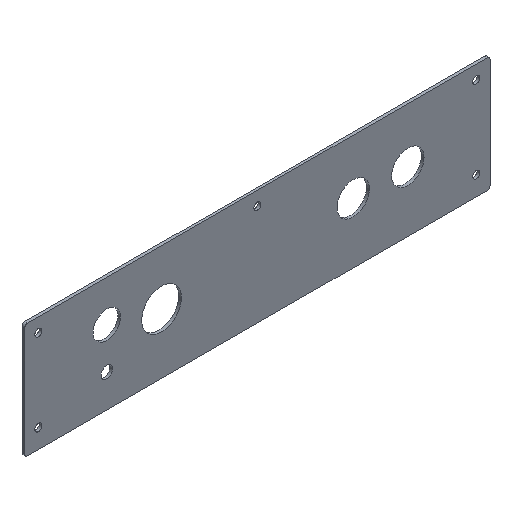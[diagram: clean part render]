
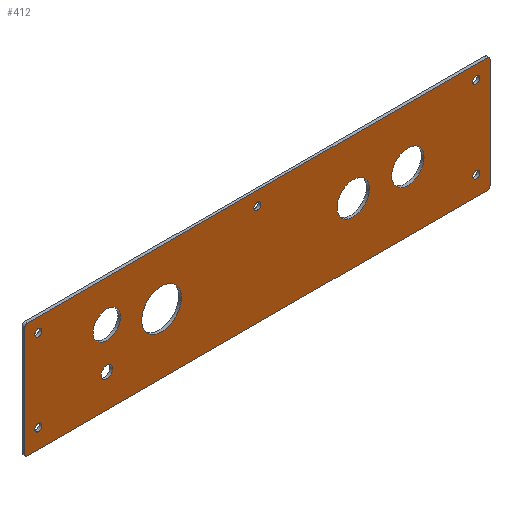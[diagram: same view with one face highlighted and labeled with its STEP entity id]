
A CAD part, isometric view. The second image highlights one B-rep face of the part: STEP entity #412.
In plain terms, the highlighted planar face has unit normal (0, -1, 0).
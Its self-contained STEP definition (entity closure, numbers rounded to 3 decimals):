
#25=FACE_BOUND('',#91,.T.);
#26=FACE_BOUND('',#92,.T.);
#27=FACE_BOUND('',#93,.T.);
#28=FACE_BOUND('',#94,.T.);
#29=FACE_BOUND('',#95,.T.);
#30=FACE_BOUND('',#96,.T.);
#31=FACE_BOUND('',#97,.T.);
#32=FACE_BOUND('',#98,.T.);
#33=FACE_BOUND('',#99,.T.);
#34=FACE_BOUND('',#100,.T.);
#40=PLANE('',#474);
#60=FACE_OUTER_BOUND('',#90,.T.);
#90=EDGE_LOOP('',(#361,#362,#363,#364,#365,#366,#367,#368));
#91=EDGE_LOOP('',(#369));
#92=EDGE_LOOP('',(#370));
#93=EDGE_LOOP('',(#371));
#94=EDGE_LOOP('',(#372));
#95=EDGE_LOOP('',(#373));
#96=EDGE_LOOP('',(#374));
#97=EDGE_LOOP('',(#375));
#98=EDGE_LOOP('',(#376));
#99=EDGE_LOOP('',(#377));
#100=EDGE_LOOP('',(#378));
#111=LINE('',#663,#137);
#116=LINE('',#677,#142);
#120=LINE('',#689,#146);
#124=LINE('',#701,#150);
#137=VECTOR('',#549,10.);
#142=VECTOR('',#562,10.);
#146=VECTOR('',#574,10.);
#150=VECTOR('',#586,10.);
#153=CIRCLE('',#428,2.6);
#155=CIRCLE('',#431,2.6);
#157=CIRCLE('',#434,2.6);
#159=CIRCLE('',#437,2.6);
#161=CIRCLE('',#440,2.6);
#164=CIRCLE('',#444,10.);
#166=CIRCLE('',#447,4.25);
#168=CIRCLE('',#450,14.5);
#170=CIRCLE('',#453,11.8);
#172=CIRCLE('',#456,11.8);
#173=CIRCLE('',#459,2.);
#175=CIRCLE('',#463,2.);
#177=CIRCLE('',#467,2.);
#179=CIRCLE('',#471,2.);
#181=VERTEX_POINT('',#601);
#183=VERTEX_POINT('',#607);
#185=VERTEX_POINT('',#613);
#187=VERTEX_POINT('',#619);
#189=VERTEX_POINT('',#625);
#192=VERTEX_POINT('',#633);
#194=VERTEX_POINT('',#639);
#196=VERTEX_POINT('',#645);
#198=VERTEX_POINT('',#651);
#200=VERTEX_POINT('',#657);
#201=VERTEX_POINT('',#661);
#202=VERTEX_POINT('',#662);
#205=VERTEX_POINT('',#670);
#207=VERTEX_POINT('',#676);
#209=VERTEX_POINT('',#682);
#211=VERTEX_POINT('',#688);
#213=VERTEX_POINT('',#694);
#215=VERTEX_POINT('',#700);
#217=EDGE_CURVE('',#181,#181,#153,.T.);
#220=EDGE_CURVE('',#183,#183,#155,.T.);
#223=EDGE_CURVE('',#185,#185,#157,.T.);
#226=EDGE_CURVE('',#187,#187,#159,.T.);
#229=EDGE_CURVE('',#189,#189,#161,.T.);
#234=EDGE_CURVE('',#192,#192,#164,.T.);
#237=EDGE_CURVE('',#194,#194,#166,.T.);
#240=EDGE_CURVE('',#196,#196,#168,.T.);
#243=EDGE_CURVE('',#198,#198,#170,.T.);
#246=EDGE_CURVE('',#200,#200,#172,.T.);
#247=EDGE_CURVE('',#201,#202,#111,.T.);
#251=EDGE_CURVE('',#205,#202,#173,.T.);
#254=EDGE_CURVE('',#205,#207,#116,.T.);
#257=EDGE_CURVE('',#209,#207,#175,.T.);
#260=EDGE_CURVE('',#209,#211,#120,.T.);
#263=EDGE_CURVE('',#213,#211,#177,.T.);
#266=EDGE_CURVE('',#213,#215,#124,.T.);
#269=EDGE_CURVE('',#201,#215,#179,.T.);
#361=ORIENTED_EDGE('',*,*,#269,.F.);
#362=ORIENTED_EDGE('',*,*,#247,.T.);
#363=ORIENTED_EDGE('',*,*,#251,.F.);
#364=ORIENTED_EDGE('',*,*,#254,.T.);
#365=ORIENTED_EDGE('',*,*,#257,.F.);
#366=ORIENTED_EDGE('',*,*,#260,.T.);
#367=ORIENTED_EDGE('',*,*,#263,.F.);
#368=ORIENTED_EDGE('',*,*,#266,.T.);
#369=ORIENTED_EDGE('',*,*,#217,.T.);
#370=ORIENTED_EDGE('',*,*,#220,.T.);
#371=ORIENTED_EDGE('',*,*,#223,.T.);
#372=ORIENTED_EDGE('',*,*,#226,.T.);
#373=ORIENTED_EDGE('',*,*,#229,.T.);
#374=ORIENTED_EDGE('',*,*,#246,.F.);
#375=ORIENTED_EDGE('',*,*,#243,.F.);
#376=ORIENTED_EDGE('',*,*,#240,.F.);
#377=ORIENTED_EDGE('',*,*,#237,.F.);
#378=ORIENTED_EDGE('',*,*,#234,.F.);
#412=ADVANCED_FACE('',(#60,#25,#26,#27,#28,#29,#30,#31,#32,#33,#34),#40,
 .F.);
#428=AXIS2_PLACEMENT_3D('',#602,#479,#480);
#431=AXIS2_PLACEMENT_3D('',#608,#486,#487);
#434=AXIS2_PLACEMENT_3D('',#614,#493,#494);
#437=AXIS2_PLACEMENT_3D('',#620,#500,#501);
#440=AXIS2_PLACEMENT_3D('',#626,#507,#508);
#444=AXIS2_PLACEMENT_3D('',#635,#517,#518);
#447=AXIS2_PLACEMENT_3D('',#641,#524,#525);
#450=AXIS2_PLACEMENT_3D('',#647,#531,#532);
#453=AXIS2_PLACEMENT_3D('',#653,#538,#539);
#456=AXIS2_PLACEMENT_3D('',#659,#545,#546);
#459=AXIS2_PLACEMENT_3D('',#671,#555,#556);
#463=AXIS2_PLACEMENT_3D('',#683,#567,#568);
#467=AXIS2_PLACEMENT_3D('',#695,#579,#580);
#471=AXIS2_PLACEMENT_3D('',#706,#591,#592);
#474=AXIS2_PLACEMENT_3D('',#709,#597,#598);
#479=DIRECTION('center_axis',(0.,1.,0.));
#480=DIRECTION('ref_axis',(0.,0.,-1.));
#486=DIRECTION('center_axis',(0.,1.,0.));
#487=DIRECTION('ref_axis',(0.,0.,-1.));
#493=DIRECTION('center_axis',(0.,1.,0.));
#494=DIRECTION('ref_axis',(0.,0.,-1.));
#500=DIRECTION('center_axis',(0.,1.,0.));
#501=DIRECTION('ref_axis',(0.,0.,-1.));
#507=DIRECTION('center_axis',(0.,1.,0.));
#508=DIRECTION('ref_axis',(0.,0.,-1.));
#517=DIRECTION('center_axis',(0.,-1.,0.));
#518=DIRECTION('ref_axis',(1.,0.,0.));
#524=DIRECTION('center_axis',(0.,-1.,0.));
#525=DIRECTION('ref_axis',(1.,0.,0.));
#531=DIRECTION('center_axis',(0.,-1.,0.));
#532=DIRECTION('ref_axis',(1.,0.,0.));
#538=DIRECTION('center_axis',(0.,-1.,0.));
#539=DIRECTION('ref_axis',(0.015,0.,-1.));
#545=DIRECTION('center_axis',(0.,-1.,0.));
#546=DIRECTION('ref_axis',(1.,0.,0.));
#549=DIRECTION('',(-1.,0.,0.));
#555=DIRECTION('center_axis',(0.,1.,0.));
#556=DIRECTION('ref_axis',(-1.,0.,0.));
#562=DIRECTION('',(0.,0.,-1.));
#567=DIRECTION('center_axis',(0.,1.,0.));
#568=DIRECTION('ref_axis',(0.,0.,-1.));
#574=DIRECTION('',(1.,0.,0.));
#579=DIRECTION('center_axis',(0.,1.,0.));
#580=DIRECTION('ref_axis',(1.,0.,0.));
#586=DIRECTION('',(0.,0.,1.));
#591=DIRECTION('center_axis',(0.,1.,0.));
#592=DIRECTION('ref_axis',(0.,0.,1.));
#597=DIRECTION('center_axis',(0.,1.,0.));
#598=DIRECTION('ref_axis',(1.,0.,0.));
#601=CARTESIAN_POINT('',(-160.,0.,-17.4));
#602=CARTESIAN_POINT('Origin',(-160.,0.,-20.));
#607=CARTESIAN_POINT('',(160.,0.,-17.4));
#608=CARTESIAN_POINT('Origin',(160.,0.,-20.));
#613=CARTESIAN_POINT('',(160.,0.,-77.4));
#614=CARTESIAN_POINT('Origin',(160.,0.,-80.));
#619=CARTESIAN_POINT('',(0.,0.,-17.4));
#620=CARTESIAN_POINT('Origin',(0.,0.,-20.));
#625=CARTESIAN_POINT('',(-160.,0.,-77.4));
#626=CARTESIAN_POINT('Origin',(-160.,0.,-80.));
#633=CARTESIAN_POINT('',(-120.,0.,-40.));
#635=CARTESIAN_POINT('Origin',(-110.,0.,-40.));
#639=CARTESIAN_POINT('',(-114.25,0.,-70.));
#641=CARTESIAN_POINT('Origin',(-110.,0.,-70.));
#645=CARTESIAN_POINT('',(-84.5,0.,-50.));
#647=CARTESIAN_POINT('Origin',(-70.,0.,-50.));
#651=CARTESIAN_POINT('',(69.821,0.,-38.201));
#653=CARTESIAN_POINT('Origin',(70.,0.,-50.));
#657=CARTESIAN_POINT('',(98.2,0.,-50.));
#659=CARTESIAN_POINT('Origin',(110.,0.,-50.));
#661=CARTESIAN_POINT('',(168.,0.,-10.));
#662=CARTESIAN_POINT('',(-168.,0.,-10.));
#663=CARTESIAN_POINT('',(168.,0.,-10.));
#670=CARTESIAN_POINT('',(-170.,0.,-12.));
#671=CARTESIAN_POINT('Origin',(-168.,0.,-12.));
#676=CARTESIAN_POINT('',(-170.,0.,-92.));
#677=CARTESIAN_POINT('',(-170.,0.,-12.));
#682=CARTESIAN_POINT('',(-168.,0.,-94.));
#683=CARTESIAN_POINT('Origin',(-168.,0.,-92.));
#688=CARTESIAN_POINT('',(168.,0.,-94.));
#689=CARTESIAN_POINT('',(-168.,0.,-94.));
#694=CARTESIAN_POINT('',(170.,0.,-92.));
#695=CARTESIAN_POINT('Origin',(168.,0.,-92.));
#700=CARTESIAN_POINT('',(170.,0.,-12.));
#701=CARTESIAN_POINT('',(170.,0.,-92.));
#706=CARTESIAN_POINT('Origin',(168.,0.,-12.));
#709=CARTESIAN_POINT('Origin',(0.,0.,-52.));
